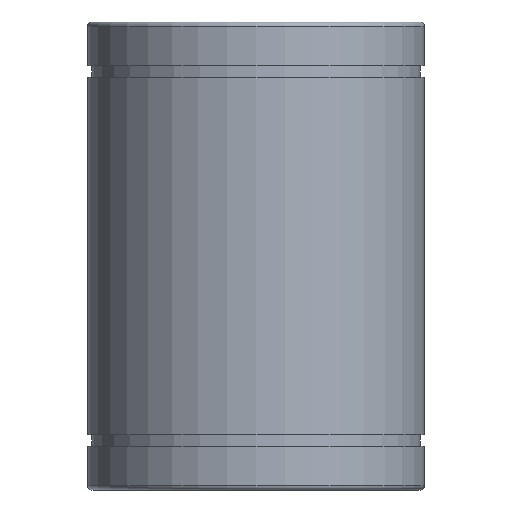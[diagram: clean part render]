
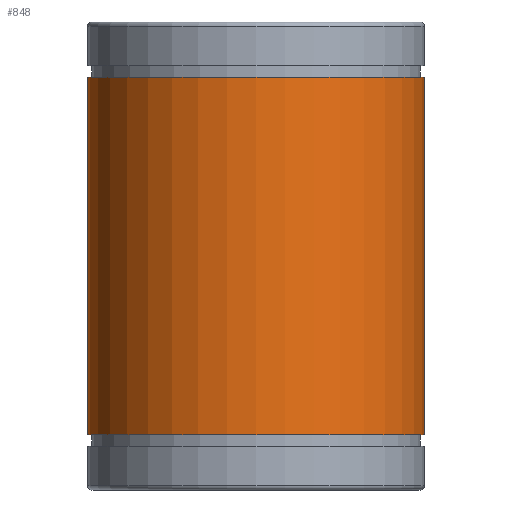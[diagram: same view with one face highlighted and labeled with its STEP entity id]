
A CAD part, front view. The second image highlights one B-rep face of the part: STEP entity #848.
In plain terms, the highlighted cylindrical face has radius 45 mm (diameter 90 mm), a partial arc.
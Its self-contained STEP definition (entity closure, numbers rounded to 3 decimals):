
#55 = EDGE_LOOP ( 'NONE', ( #113, #114, #115, #116 ) ) ;
#113 = ORIENTED_EDGE ( 'NONE', *, *, #892, .F. ) ;
#114 = ORIENTED_EDGE ( 'NONE', *, *, #853, .T. ) ;
#115 = ORIENTED_EDGE ( 'NONE', *, *, #893, .T. ) ;
#116 = ORIENTED_EDGE ( 'NONE', *, *, #910, .F. ) ;
#238 = FACE_OUTER_BOUND ( 'NONE', #55, .T. ) ;
#241 = CYLINDRICAL_SURFACE ( 'NONE', #973, 45. ) ;
#263 = CIRCLE ( 'NONE', #984, 45. ) ;
#301 = LINE ( 'NONE', #738, #311 ) ;
#311 = VECTOR ( 'NONE', #742, 1000. ) ;
#312 = LINE ( 'NONE', #743, #313 ) ;
#313 = VECTOR ( 'NONE', #744, 1000. ) ;
#334 = CIRCLE ( 'NONE', #1021, 45. ) ;
#408 = VERTEX_POINT ( 'NONE', #447 ) ;
#409 = VERTEX_POINT ( 'NONE', #448 ) ;
#410 = VERTEX_POINT ( 'NONE', #449 ) ;
#411 = VERTEX_POINT ( 'NONE', #450 ) ;
#447 = CARTESIAN_POINT ( 'NONE',  ( 45., 0., -47.7 ) ) ;
#448 = CARTESIAN_POINT ( 'NONE',  ( -45., 0., -47.7 ) ) ;
#449 = CARTESIAN_POINT ( 'NONE',  ( -45., 0., 47.7 ) ) ;
#450 = CARTESIAN_POINT ( 'NONE',  ( 45., 0., 47.7 ) ) ;
#608 = DIRECTION ( 'NONE',  ( 1., 0., 0. ) ) ;
#609 = DIRECTION ( 'NONE',  ( 0., 0., 1. ) ) ;
#610 = CARTESIAN_POINT ( 'NONE',  ( 0., 0., 62.5 ) ) ;
#645 = CARTESIAN_POINT ( 'NONE',  ( 0., 0., -47.7 ) ) ;
#646 = DIRECTION ( 'NONE',  ( 0., 0., 1. ) ) ;
#647 = DIRECTION ( 'NONE',  ( 1., 0., 0. ) ) ;
#738 = CARTESIAN_POINT ( 'NONE',  ( -45., 0., 62.5 ) ) ;
#742 = DIRECTION ( 'NONE',  ( 0., 0., 1. ) ) ;
#743 = CARTESIAN_POINT ( 'NONE',  ( 45., 0., 62.5 ) ) ;
#744 = DIRECTION ( 'NONE',  ( 0., 0., 1. ) ) ;
#784 = CARTESIAN_POINT ( 'NONE',  ( 0., 0., 47.7 ) ) ;
#792 = DIRECTION ( 'NONE',  ( 0., 0., 1. ) ) ;
#793 = DIRECTION ( 'NONE',  ( 1., 0., 0. ) ) ;
#848 = ADVANCED_FACE ( 'NONE', ( #238 ), #241, .T. ) ;
#853 = EDGE_CURVE ( 'NONE', #409, #408, #263, .T. ) ;
#892 = EDGE_CURVE ( 'NONE', #409, #410, #301, .T. ) ;
#893 = EDGE_CURVE ( 'NONE', #408, #411, #312, .T. ) ;
#910 = EDGE_CURVE ( 'NONE', #410, #411, #334, .T. ) ;
#973 = AXIS2_PLACEMENT_3D ( 'NONE', #610, #609, #608 ) ;
#984 = AXIS2_PLACEMENT_3D ( 'NONE', #645, #646, #647 ) ;
#1021 = AXIS2_PLACEMENT_3D ( 'NONE', #784, #792, #793 ) ;
